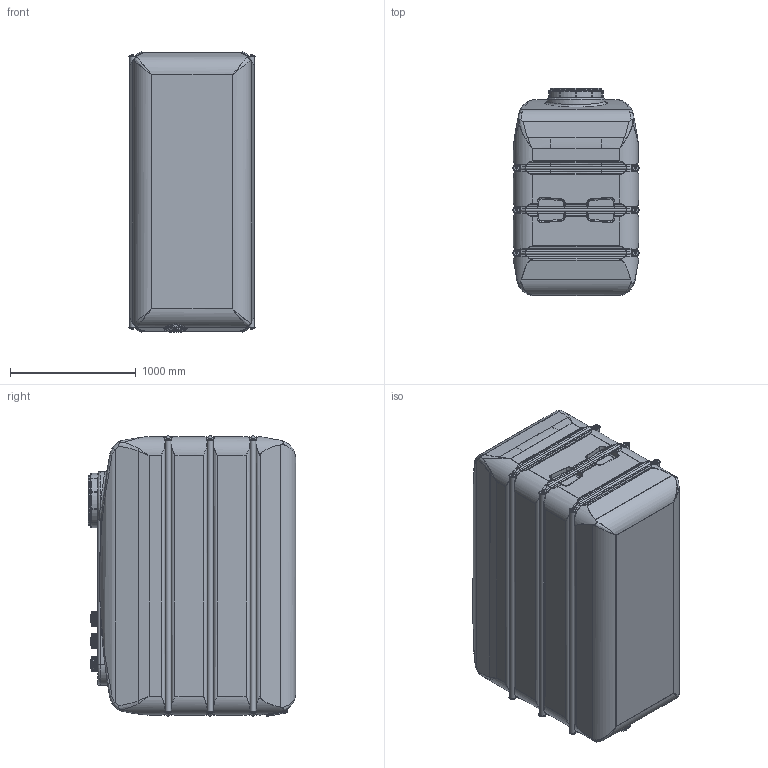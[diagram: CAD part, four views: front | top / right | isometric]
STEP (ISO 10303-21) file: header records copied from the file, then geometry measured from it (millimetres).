
FILE_DESCRIPTION(/* description */ (''),/* implementation_level */ '2;1');
FILE_NAME(/* name */ 'D625977_-DF-3000.stp',/* time_stamp */ '2023-11-01T11:23:04+01:00',/* author */ ('depo'),/* organization */ (''),/* preprocessor_version */ 'ST-DEVELOPER v18.1',/* originating_system */ 'Autodesk Inventor 2022',/* authorisation */ '');
FILE_SCHEMA (('AUTOMOTIVE_DESIGN { 1 0 10303 214 3 1 1 }'));
Products named in the file (17): D625977; DF Behälter_3000; 203032; Bandage-3000; Längsbandage-3000; Kopfband-lang; DIN 934 - M12; DIN 933 - M12  x 35; 203035; 203030; 203046; 203045; 203031; 203037; 203036; DEHOUST_Schriftzug; 203044
Assembly tree (41 placements, depth 3):
  D625977
    DF Behälter_3000
    203032
    Bandage-3000  x3
      Längsbandage-3000
      Kopfband-lang
      DIN 933 - M12  x 35
      DIN 934 - M12
    203046  x3
    203031  x3
    203037  x3
    203045  x3
    203036  x3
    203035
      203030
      203046
      203045
      203031
      203037
      203036
    DEHOUST_Schriftzug
    203044
Bounding box: 1002 x 1649.5 x 2230.67 mm (x, y, z)
Volume: 58064742.9 mm3; surface area: 32710114.5 mm2
Topology: 75 solids, 75 shells, 3037 faces, 7765 edges, 4921 vertices
Faces by surface type: plane 1036, cylinder 968, bspline 573, torus 272, cone 164, sphere 24
Full cylindrical faces by diameter (mm): 7 x8, 8 x8, 10.106 x12, 11.053 x12, 12 x12, 17.2 x12, 44 x6, 46 x6, 48 x1, 56 x4, 56.656 x4, 58 x4, 58.5 x4, 61 x4, 64 x4, 65 x4, 66 x4, 68 x4, 73 x4, 76 x4, 81 x4, 83.5 x4, 85 x4, 86 x4, 86.2 x9, 90 x12, 92 x1, 98 x8, 99.5 x16, 102 x1
Entity records: 66516 total; most frequent: CARTESIAN_POINT 30841, ORIENTED_EDGE 7740, DIRECTION 6548, EDGE_CURVE 3870, VERTEX_POINT 2471, AXIS2_PLACEMENT_3D 2442, LINE 1664, VECTOR 1664
